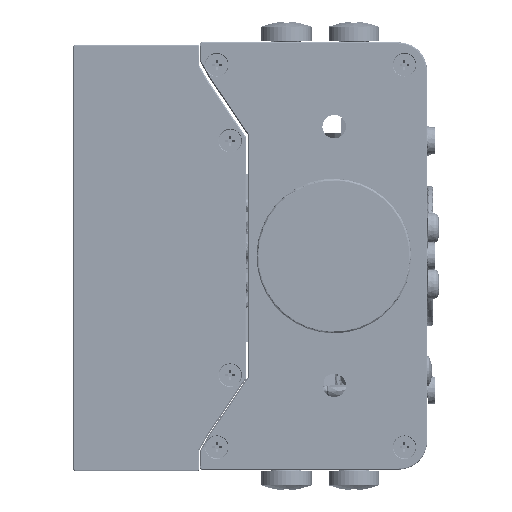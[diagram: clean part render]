
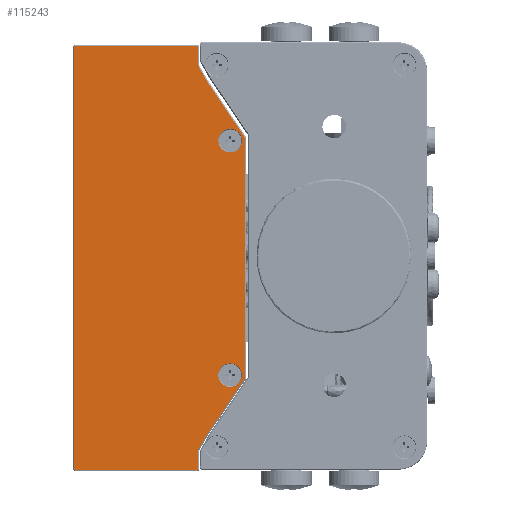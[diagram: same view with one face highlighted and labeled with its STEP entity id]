
A CAD part, left-side view. The second image highlights one B-rep face of the part: STEP entity #115243.
In plain terms, the highlighted planar face has unit normal (-1, 0, 0).
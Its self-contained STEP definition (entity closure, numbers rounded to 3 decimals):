
#114550=DIRECTION('',(0.,0.492,0.871));
#114551=VECTOR('',#114550,3.068);
#114552=CARTESIAN_POINT('',(0.,7.522,31.497));
#114553=LINE('',#114552,#114551);
#114554=DIRECTION('',(0.,0.56,0.829));
#114555=VECTOR('',#114554,12.094);
#114556=CARTESIAN_POINT('',(0.,0.752,21.476));
#114557=LINE('',#114556,#114555);
#114558=DIRECTION('',(0.,0.,1.));
#114559=VECTOR('',#114558,42.952);
#114560=CARTESIAN_POINT('',(0.,0.752,-21.476));
#114561=LINE('',#114560,#114559);
#114562=DIRECTION('',(0.,-0.56,0.829));
#114563=VECTOR('',#114562,12.094);
#114564=CARTESIAN_POINT('',(0.,7.522,-31.497));
#114565=LINE('',#114564,#114563);
#114566=DIRECTION('',(0.,-0.492,0.871));
#114567=VECTOR('',#114566,3.068);
#114568=CARTESIAN_POINT('',(0.,9.032,-34.168));
#114569=LINE('',#114568,#114567);
#114570=DIRECTION('',(0.,0.,1.));
#114571=VECTOR('',#114570,3.372);
#114572=CARTESIAN_POINT('',(0.,9.032,-37.54));
#114573=LINE('',#114572,#114571);
#114574=CARTESIAN_POINT('',(0.,9.232,-37.54));
#114575=DIRECTION('',(-1.,0.,0.));
#114576=DIRECTION('',(0.,0.,-1.));
#114577=AXIS2_PLACEMENT_3D('',#114574,#114575,#114576);
#114579=DIRECTION('',(0.,-1.,0.));
#114580=VECTOR('',#114579,21.62);
#114581=CARTESIAN_POINT('',(0.,30.852,-37.74));
#114582=LINE('',#114581,#114580);
#114583=CARTESIAN_POINT('',(0.,30.852,-37.54));
#114584=DIRECTION('',(-1.,0.,0.));
#114585=DIRECTION('',(0.,1.,0.));
#114586=AXIS2_PLACEMENT_3D('',#114583,#114584,#114585);
#114588=DIRECTION('',(0.,0.,-1.));
#114589=VECTOR('',#114588,75.08);
#114590=CARTESIAN_POINT('',(0.,31.052,37.54));
#114591=LINE('',#114590,#114589);
#114592=CARTESIAN_POINT('',(0.,30.852,37.54));
#114593=DIRECTION('',(-1.,0.,0.));
#114594=DIRECTION('',(0.,0.,1.));
#114595=AXIS2_PLACEMENT_3D('',#114592,#114593,#114594);
#114597=DIRECTION('',(0.,1.,0.));
#114598=VECTOR('',#114597,21.62);
#114599=CARTESIAN_POINT('',(0.,9.232,37.74));
#114600=LINE('',#114599,#114598);
#114601=CARTESIAN_POINT('',(0.,9.232,37.54));
#114602=DIRECTION('',(-1.,0.,0.));
#114603=DIRECTION('',(0.,-1.,0.));
#114604=AXIS2_PLACEMENT_3D('',#114601,#114602,#114603);
#114606=DIRECTION('',(0.,0.,1.));
#114607=VECTOR('',#114606,3.372);
#114608=CARTESIAN_POINT('',(0.,9.032,34.168));
#114609=LINE('',#114608,#114607);
#114610=CARTESIAN_POINT('',(0.,3.346,20.85));
#114611=DIRECTION('',(1.,0.,0.));
#114612=DIRECTION('',(0.,0.,1.));
#114613=AXIS2_PLACEMENT_3D('',#114610,#114611,#114612);
#114615=CARTESIAN_POINT('',(0.,3.346,20.85));
#114616=DIRECTION('',(1.,0.,0.));
#114617=DIRECTION('',(0.,0.,-1.));
#114618=AXIS2_PLACEMENT_3D('',#114615,#114616,#114617);
#114620=CARTESIAN_POINT('',(0.,3.346,-20.85));
#114621=DIRECTION('',(1.,0.,0.));
#114622=DIRECTION('',(0.,0.,1.));
#114623=AXIS2_PLACEMENT_3D('',#114620,#114621,#114622);
#114625=CARTESIAN_POINT('',(0.,3.346,-20.85));
#114626=DIRECTION('',(1.,0.,0.));
#114627=DIRECTION('',(0.,0.,-1.));
#114628=AXIS2_PLACEMENT_3D('',#114625,#114626,#114627);
#115096=CARTESIAN_POINT('',(0.,7.522,31.497));
#115097=CARTESIAN_POINT('',(0.,9.032,34.168));
#115098=VERTEX_POINT('',#115096);
#115099=VERTEX_POINT('',#115097);
#115102=CARTESIAN_POINT('',(0.,0.752,21.476));
#115103=VERTEX_POINT('',#115102);
#115104=CARTESIAN_POINT('',(0.,0.752,-21.476));
#115105=VERTEX_POINT('',#115104);
#115108=CARTESIAN_POINT('',(0.,7.522,-31.497));
#115109=VERTEX_POINT('',#115108);
#115112=CARTESIAN_POINT('',(0.,9.032,-34.168));
#115113=VERTEX_POINT('',#115112);
#115116=CARTESIAN_POINT('',(0.,9.032,37.54));
#115117=VERTEX_POINT('',#115116);
#115120=CARTESIAN_POINT('',(0.,9.232,37.74));
#115121=VERTEX_POINT('',#115120);
#115124=CARTESIAN_POINT('',(0.,30.852,37.74));
#115125=VERTEX_POINT('',#115124);
#115128=CARTESIAN_POINT('',(0.,31.052,37.54));
#115129=VERTEX_POINT('',#115128);
#115132=CARTESIAN_POINT('',(0.,31.052,-37.54));
#115133=VERTEX_POINT('',#115132);
#115136=CARTESIAN_POINT('',(0.,30.852,-37.74));
#115137=VERTEX_POINT('',#115136);
#115140=CARTESIAN_POINT('',(0.,9.232,-37.74));
#115141=VERTEX_POINT('',#115140);
#115144=CARTESIAN_POINT('',(0.,9.032,-37.54));
#115145=VERTEX_POINT('',#115144);
#115148=CARTESIAN_POINT('',(0.,3.346,22.95));
#115149=CARTESIAN_POINT('',(0.,3.346,18.75));
#115150=VERTEX_POINT('',#115148);
#115151=VERTEX_POINT('',#115149);
#115156=CARTESIAN_POINT('',(0.,3.346,-18.75));
#115157=CARTESIAN_POINT('',(0.,3.346,-22.95));
#115158=VERTEX_POINT('',#115156);
#115159=VERTEX_POINT('',#115157);
#115196=CARTESIAN_POINT('',(0.,0.,0.));
#115197=DIRECTION('',(1.,0.,0.));
#115198=DIRECTION('',(0.,0.,-1.));
#115199=AXIS2_PLACEMENT_3D('',#115196,#115197,#115198);
#115200=PLANE('',#115199);
#115202=ORIENTED_EDGE('',*,*,#115201,.F.);
#115204=ORIENTED_EDGE('',*,*,#115203,.F.);
#115206=ORIENTED_EDGE('',*,*,#115205,.F.);
#115208=ORIENTED_EDGE('',*,*,#115207,.F.);
#115210=ORIENTED_EDGE('',*,*,#115209,.F.);
#115212=ORIENTED_EDGE('',*,*,#115211,.F.);
#115214=ORIENTED_EDGE('',*,*,#115213,.F.);
#115216=ORIENTED_EDGE('',*,*,#115215,.F.);
#115218=ORIENTED_EDGE('',*,*,#115217,.F.);
#115220=ORIENTED_EDGE('',*,*,#115219,.F.);
#115222=ORIENTED_EDGE('',*,*,#115221,.F.);
#115224=ORIENTED_EDGE('',*,*,#115223,.F.);
#115226=ORIENTED_EDGE('',*,*,#115225,.F.);
#115228=ORIENTED_EDGE('',*,*,#115227,.F.);
#115229=EDGE_LOOP('',(#115202,#115204,#115206,#115208,#115210,#115212,#115214,
#115216,#115218,#115220,#115222,#115224,#115226,#115228));
#115230=FACE_OUTER_BOUND('',#115229,.F.);
#115232=ORIENTED_EDGE('',*,*,#115231,.F.);
#115234=ORIENTED_EDGE('',*,*,#115233,.F.);
#115235=EDGE_LOOP('',(#115232,#115234));
#115236=FACE_BOUND('',#115235,.F.);
#115238=ORIENTED_EDGE('',*,*,#115237,.F.);
#115240=ORIENTED_EDGE('',*,*,#115239,.F.);
#115241=EDGE_LOOP('',(#115238,#115240));
#115242=FACE_BOUND('',#115241,.F.);
#114578=CIRCLE('',#114577,0.2);
#114587=CIRCLE('',#114586,0.2);
#114596=CIRCLE('',#114595,0.2);
#114605=CIRCLE('',#114604,0.2);
#114614=CIRCLE('',#114613,2.1);
#114619=CIRCLE('',#114618,2.1);
#114624=CIRCLE('',#114623,2.1);
#114629=CIRCLE('',#114628,2.1);
#115201=EDGE_CURVE('',#115098,#115099,#114553,.T.);
#115203=EDGE_CURVE('',#115103,#115098,#114557,.T.);
#115205=EDGE_CURVE('',#115105,#115103,#114561,.T.);
#115207=EDGE_CURVE('',#115109,#115105,#114565,.T.);
#115209=EDGE_CURVE('',#115113,#115109,#114569,.T.);
#115211=EDGE_CURVE('',#115145,#115113,#114573,.T.);
#115213=EDGE_CURVE('',#115141,#115145,#114578,.T.);
#115215=EDGE_CURVE('',#115137,#115141,#114582,.T.);
#115217=EDGE_CURVE('',#115133,#115137,#114587,.T.);
#115219=EDGE_CURVE('',#115129,#115133,#114591,.T.);
#115221=EDGE_CURVE('',#115125,#115129,#114596,.T.);
#115223=EDGE_CURVE('',#115121,#115125,#114600,.T.);
#115225=EDGE_CURVE('',#115117,#115121,#114605,.T.);
#115227=EDGE_CURVE('',#115099,#115117,#114609,.T.);
#115231=EDGE_CURVE('',#115150,#115151,#114614,.T.);
#115233=EDGE_CURVE('',#115151,#115150,#114619,.T.);
#115237=EDGE_CURVE('',#115158,#115159,#114624,.T.);
#115239=EDGE_CURVE('',#115159,#115158,#114629,.T.);
#115243=ADVANCED_FACE('',(#115230,#115236,#115242),#115200,.F.);
